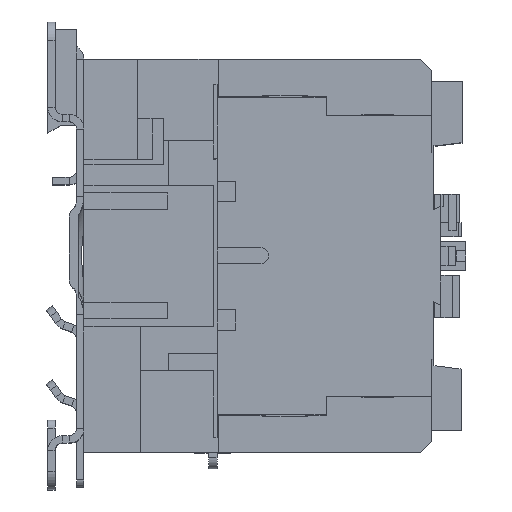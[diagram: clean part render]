
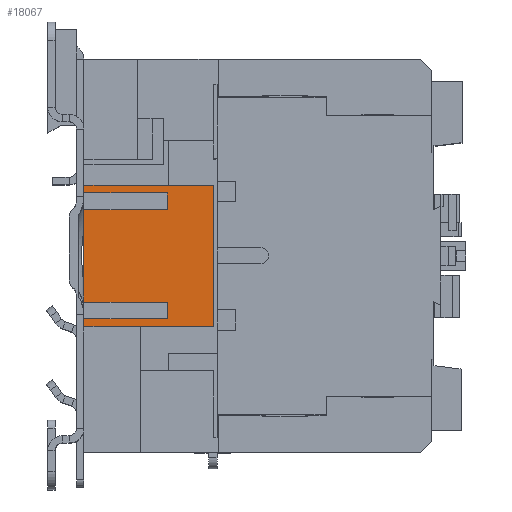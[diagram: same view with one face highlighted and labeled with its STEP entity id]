
A CAD part, top view. The second image highlights one B-rep face of the part: STEP entity #18067.
In plain terms, the highlighted planar face has unit normal (0, 0, 1).
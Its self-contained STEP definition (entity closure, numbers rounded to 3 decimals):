
#370 = DIRECTION ( 'NONE',  ( 0., 1., 0. ) ) ;
#704 = VERTEX_POINT ( 'NONE', #38493 ) ;
#1182 = LINE ( 'NONE', #31765, #20656 ) ;
#1880 = PLANE ( 'NONE',  #44055 ) ;
#1997 = VERTEX_POINT ( 'NONE', #36094 ) ;
#2702 = CARTESIAN_POINT ( 'NONE',  ( -11.95, 19.1, 37.75 ) ) ;
#4234 = LINE ( 'NONE', #40898, #24811 ) ;
#4843 = DIRECTION ( 'NONE',  ( 1., 0., 0. ) ) ;
#5442 = VECTOR ( 'NONE', #4843, 1000. ) ;
#5640 = CARTESIAN_POINT ( 'NONE',  ( -24.55, -12.5, 37.75 ) ) ;
#5884 = LINE ( 'NONE', #43220, #37279 ) ;
#6046 = DIRECTION ( 'NONE',  ( -1., 0., 0. ) ) ;
#6357 = VERTEX_POINT ( 'NONE', #38540 ) ;
#6603 = CARTESIAN_POINT ( 'NONE',  ( -47.05, -12.5, 37.75 ) ) ;
#6627 = EDGE_CURVE ( 'NONE', #22402, #25833, #9700, .T. ) ;
#7838 = VERTEX_POINT ( 'NONE', #6603 ) ;
#8464 = VECTOR ( 'NONE', #6046, 1000. ) ;
#8902 = CARTESIAN_POINT ( 'NONE',  ( -24.55, 12.5, 37.75 ) ) ;
#9223 = ORIENTED_EDGE ( 'NONE', *, *, #18518, .F. ) ;
#9507 = LINE ( 'NONE', #37360, #25228 ) ;
#9700 = LINE ( 'NONE', #40207, #18365 ) ;
#10574 = DIRECTION ( 'NONE',  ( 1., 0., 0. ) ) ;
#11448 = CARTESIAN_POINT ( 'NONE',  ( -24.55, -17., 37.75 ) ) ;
#12333 = ORIENTED_EDGE ( 'NONE', *, *, #23089, .T. ) ;
#13198 = EDGE_CURVE ( 'NONE', #7838, #31681, #1182, .T. ) ;
#13459 = VECTOR ( 'NONE', #370, 1000. ) ;
#13885 = ORIENTED_EDGE ( 'NONE', *, *, #24872, .T. ) ;
#14164 = VERTEX_POINT ( 'NONE', #5640 ) ;
#15817 = DIRECTION ( 'NONE',  ( 0., -1., 0. ) ) ;
#15954 = LINE ( 'NONE', #18917, #39825 ) ;
#15967 = VECTOR ( 'NONE', #31867, 1000. ) ;
#16034 = VERTEX_POINT ( 'NONE', #21317 ) ;
#16126 = EDGE_LOOP ( 'NONE', ( #30175, #29163, #9223, #12333, #18524, #19289, #38465, #23189, #13885, #39579, #18666, #41404 ) ) ;
#17271 = CARTESIAN_POINT ( 'NONE',  ( -47.05, -53.1, 37.75 ) ) ;
#17778 = CARTESIAN_POINT ( 'NONE',  ( -24.55, -17., 37.75 ) ) ;
#18067 = ADVANCED_FACE ( 'NONE', ( #40387 ), #1880, .T. ) ;
#18365 = VECTOR ( 'NONE', #15817, 1000. ) ;
#18428 = VECTOR ( 'NONE', #27461, 1000. ) ;
#18518 = EDGE_CURVE ( 'NONE', #39596, #704, #15954, .T. ) ;
#18524 = ORIENTED_EDGE ( 'NONE', *, *, #6627, .T. ) ;
#18666 = ORIENTED_EDGE ( 'NONE', *, *, #36892, .F. ) ;
#18770 = DIRECTION ( 'NONE',  ( 0., 1., 0. ) ) ;
#18917 = CARTESIAN_POINT ( 'NONE',  ( -47.05, -53.1, 37.75 ) ) ;
#19289 = ORIENTED_EDGE ( 'NONE', *, *, #38824, .T. ) ;
#19320 = LINE ( 'NONE', #8902, #8464 ) ;
#19660 = CARTESIAN_POINT ( 'NONE',  ( -24.55, -12.5, 37.75 ) ) ;
#20656 = VECTOR ( 'NONE', #31178, 1000. ) ;
#20771 = EDGE_CURVE ( 'NONE', #7838, #14164, #37930, .T. ) ;
#21317 = CARTESIAN_POINT ( 'NONE',  ( -47.05, -17., 37.75 ) ) ;
#22402 = VERTEX_POINT ( 'NONE', #36977 ) ;
#22707 = LINE ( 'NONE', #17271, #13459 ) ;
#22779 = EDGE_CURVE ( 'NONE', #704, #30606, #5884, .T. ) ;
#23089 = EDGE_CURVE ( 'NONE', #39596, #22402, #4234, .T. ) ;
#23189 = ORIENTED_EDGE ( 'NONE', *, *, #20771, .T. ) ;
#24811 = VECTOR ( 'NONE', #10574, 1000. ) ;
#24872 = EDGE_CURVE ( 'NONE', #14164, #41727, #34382, .T. ) ;
#25228 = VECTOR ( 'NONE', #27368, 1000. ) ;
#25833 = VERTEX_POINT ( 'NONE', #28087 ) ;
#25918 = DIRECTION ( 'NONE',  ( 1., 0., 0. ) ) ;
#26525 = DIRECTION ( 'NONE',  ( 0., 0., 1. ) ) ;
#27368 = DIRECTION ( 'NONE',  ( -1., 0., 0. ) ) ;
#27461 = DIRECTION ( 'NONE',  ( -1., 0., 0. ) ) ;
#27627 = LINE ( 'NONE', #44631, #18428 ) ;
#28087 = CARTESIAN_POINT ( 'NONE',  ( -24.55, 12.5, 37.75 ) ) ;
#29131 = VECTOR ( 'NONE', #31764, 1000. ) ;
#29163 = ORIENTED_EDGE ( 'NONE', *, *, #22779, .F. ) ;
#30175 = ORIENTED_EDGE ( 'NONE', *, *, #31264, .T. ) ;
#30606 = VERTEX_POINT ( 'NONE', #2702 ) ;
#31178 = DIRECTION ( 'NONE',  ( 0., 1., 0. ) ) ;
#31264 = EDGE_CURVE ( 'NONE', #1997, #30606, #37810, .T. ) ;
#31681 = VERTEX_POINT ( 'NONE', #33432 ) ;
#31764 = DIRECTION ( 'NONE',  ( 0., 1., 0. ) ) ;
#31765 = CARTESIAN_POINT ( 'NONE',  ( -47.05, -53.1, 37.75 ) ) ;
#31867 = DIRECTION ( 'NONE',  ( 0., -1., 0. ) ) ;
#33432 = CARTESIAN_POINT ( 'NONE',  ( -47.05, 12.5, 37.75 ) ) ;
#34382 = LINE ( 'NONE', #17778, #15967 ) ;
#36094 = CARTESIAN_POINT ( 'NONE',  ( -11.95, -19.1, 37.75 ) ) ;
#36892 = EDGE_CURVE ( 'NONE', #6357, #16034, #22707, .T. ) ;
#36977 = CARTESIAN_POINT ( 'NONE',  ( -24.55, 17., 37.75 ) ) ;
#37279 = VECTOR ( 'NONE', #25918, 1000. ) ;
#37360 = CARTESIAN_POINT ( 'NONE',  ( -31.7, -19.1, 37.75 ) ) ;
#37810 = LINE ( 'NONE', #38435, #29131 ) ;
#37930 = LINE ( 'NONE', #19660, #5442 ) ;
#38435 = CARTESIAN_POINT ( 'NONE',  ( -11.95, 46.3, 37.75 ) ) ;
#38465 = ORIENTED_EDGE ( 'NONE', *, *, #13198, .F. ) ;
#38493 = CARTESIAN_POINT ( 'NONE',  ( -47.05, 19.1, 37.75 ) ) ;
#38540 = CARTESIAN_POINT ( 'NONE',  ( -47.05, -19.1, 37.75 ) ) ;
#38824 = EDGE_CURVE ( 'NONE', #25833, #31681, #19320, .T. ) ;
#39579 = ORIENTED_EDGE ( 'NONE', *, *, #41402, .T. ) ;
#39596 = VERTEX_POINT ( 'NONE', #43334 ) ;
#39825 = VECTOR ( 'NONE', #18770, 1000. ) ;
#40207 = CARTESIAN_POINT ( 'NONE',  ( -24.55, 17., 37.75 ) ) ;
#40387 = FACE_OUTER_BOUND ( 'NONE', #16126, .T. ) ;
#40898 = CARTESIAN_POINT ( 'NONE',  ( -24.55, 17., 37.75 ) ) ;
#41402 = EDGE_CURVE ( 'NONE', #41727, #16034, #27627, .T. ) ;
#41404 = ORIENTED_EDGE ( 'NONE', *, *, #44161, .F. ) ;
#41727 = VERTEX_POINT ( 'NONE', #11448 ) ;
#43220 = CARTESIAN_POINT ( 'NONE',  ( -47.05, 19.1, 37.75 ) ) ;
#43334 = CARTESIAN_POINT ( 'NONE',  ( -47.05, 17., 37.75 ) ) ;
#43540 = CARTESIAN_POINT ( 'NONE',  ( 0., 0., 37.75 ) ) ;
#43682 = DIRECTION ( 'NONE',  ( 1., 0., 0. ) ) ;
#44055 = AXIS2_PLACEMENT_3D ( 'NONE', #43540, #26525, #43682 ) ;
#44161 = EDGE_CURVE ( 'NONE', #1997, #6357, #9507, .T. ) ;
#44631 = CARTESIAN_POINT ( 'NONE',  ( -24.55, -17., 37.75 ) ) ;
